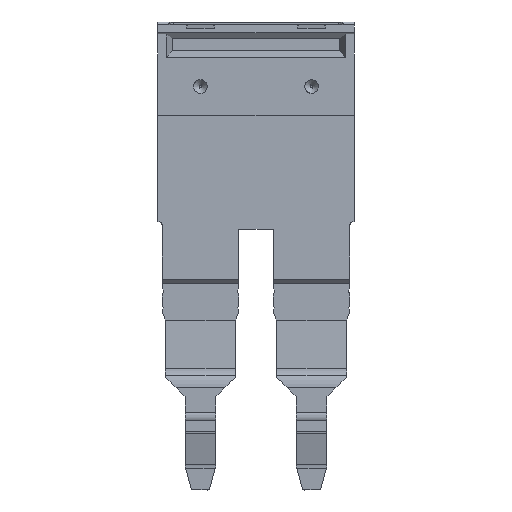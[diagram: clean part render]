
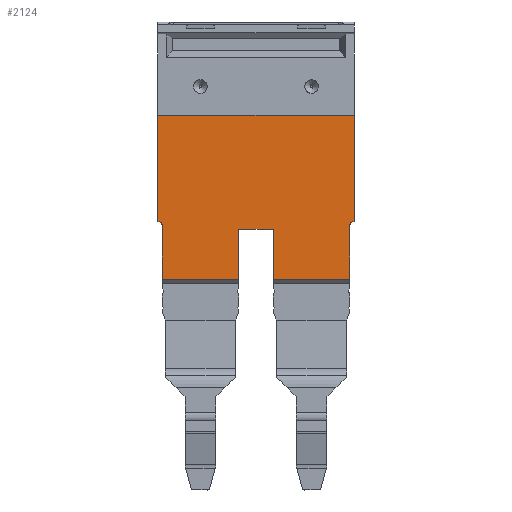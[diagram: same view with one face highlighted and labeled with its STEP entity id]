
A CAD part, front view. The second image highlights one B-rep face of the part: STEP entity #2124.
In plain terms, the highlighted planar face has unit normal (0, -1, 0).
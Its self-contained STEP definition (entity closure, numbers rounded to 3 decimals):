
#356=AXIS2_PLACEMENT_3D('Circle Axis2P3D',#354,#355,$) ;
#2074=AXIS2_PLACEMENT_3D('Circle Axis2P3D',#2072,#2073,$) ;
#2106=AXIS2_PLACEMENT_3D('Plane Axis2P3D',#2103,#2104,#2105) ;
#85=CARTESIAN_POINT('Vertex',(14.3,0.4,27.311)) ;
#88=CARTESIAN_POINT('Line Origine',(14.3,0.4,23.426)) ;
#92=CARTESIAN_POINT('Vertex',(14.3,0.4,19.54)) ;
#184=CARTESIAN_POINT('Vertex',(14.,0.4,19.34)) ;
#187=CARTESIAN_POINT('Line Origine',(14.,0.4,17.351)) ;
#191=CARTESIAN_POINT('Vertex',(14.,0.4,15.361)) ;
#217=CARTESIAN_POINT('Vertex',(8.4,0.4,15.361)) ;
#227=CARTESIAN_POINT('Line Origine',(11.2,0.4,15.361)) ;
#244=CARTESIAN_POINT('Line Origine',(7.15,0.4,19.01)) ;
#248=CARTESIAN_POINT('Vertex',(5.9,0.4,19.01)) ;
#250=CARTESIAN_POINT('Vertex',(8.4,0.4,19.01)) ;
#305=CARTESIAN_POINT('Line Origine',(5.9,0.4,17.186)) ;
#309=CARTESIAN_POINT('Vertex',(5.9,0.4,15.361)) ;
#335=CARTESIAN_POINT('Vertex',(0.1,0.4,19.54)) ;
#351=CARTESIAN_POINT('Vertex',(0.3,0.4,19.34)) ;
#354=CARTESIAN_POINT('Axis2P3D Location',(0.1,0.4,19.34)) ;
#371=CARTESIAN_POINT('Line Origine',(0.05,0.4,19.54)) ;
#375=CARTESIAN_POINT('Vertex',(0.,0.4,19.54)) ;
#1964=CARTESIAN_POINT('Line Origine',(7.15,0.4,27.311)) ;
#1968=CARTESIAN_POINT('Vertex',(0.,0.4,27.311)) ;
#1988=CARTESIAN_POINT('Line Origine',(0.,0.4,23.426)) ;
#2019=CARTESIAN_POINT('Vertex',(0.3,0.4,15.361)) ;
#2022=CARTESIAN_POINT('Line Origine',(0.3,0.4,17.351)) ;
#2036=CARTESIAN_POINT('Line Origine',(3.1,0.4,15.361)) ;
#2053=CARTESIAN_POINT('Line Origine',(8.4,0.4,17.186)) ;
#2072=CARTESIAN_POINT('Axis2P3D Location',(14.2,0.4,19.34)) ;
#2076=CARTESIAN_POINT('Vertex',(14.2,0.4,19.54)) ;
#2091=CARTESIAN_POINT('Line Origine',(14.25,0.4,19.54)) ;
#2103=CARTESIAN_POINT('Axis2P3D Location',(3.1,0.4,27.311)) ;
#89=DIRECTION('Vector Direction',(0.,0.,-1.)) ;
#188=DIRECTION('Vector Direction',(0.,0.,1.)) ;
#228=DIRECTION('Vector Direction',(1.,0.,0.)) ;
#245=DIRECTION('Vector Direction',(1.,0.,0.)) ;
#306=DIRECTION('Vector Direction',(0.,0.,1.)) ;
#355=DIRECTION('Axis2P3D Direction',(0.,-1.,0.)) ;
#372=DIRECTION('Vector Direction',(1.,0.,0.)) ;
#1965=DIRECTION('Vector Direction',(1.,0.,0.)) ;
#1989=DIRECTION('Vector Direction',(0.,0.,-1.)) ;
#2023=DIRECTION('Vector Direction',(0.,0.,1.)) ;
#2037=DIRECTION('Vector Direction',(-1.,0.,0.)) ;
#2054=DIRECTION('Vector Direction',(0.,0.,1.)) ;
#2073=DIRECTION('Axis2P3D Direction',(0.,1.,0.)) ;
#2092=DIRECTION('Vector Direction',(-1.,0.,0.)) ;
#2104=DIRECTION('Axis2P3D Direction',(0.,1.,0.)) ;
#2105=DIRECTION('Axis2P3D XDirection',(0.,0.,-1.)) ;
#90=VECTOR('Line Direction',#89,1.) ;
#189=VECTOR('Line Direction',#188,1.) ;
#229=VECTOR('Line Direction',#228,1.) ;
#246=VECTOR('Line Direction',#245,1.) ;
#307=VECTOR('Line Direction',#306,1.) ;
#373=VECTOR('Line Direction',#372,1.) ;
#1966=VECTOR('Line Direction',#1965,1.) ;
#1990=VECTOR('Line Direction',#1989,1.) ;
#2024=VECTOR('Line Direction',#2023,1.) ;
#2038=VECTOR('Line Direction',#2037,1.) ;
#2055=VECTOR('Line Direction',#2054,1.) ;
#2093=VECTOR('Line Direction',#2092,1.) ;
#2109=ORIENTED_EDGE('',*,*,#1970,.F.) ;
#2110=ORIENTED_EDGE('',*,*,#1992,.F.) ;
#2111=ORIENTED_EDGE('',*,*,#377,.T.) ;
#2112=ORIENTED_EDGE('',*,*,#358,.T.) ;
#2113=ORIENTED_EDGE('',*,*,#2026,.F.) ;
#2114=ORIENTED_EDGE('',*,*,#2040,.F.) ;
#2115=ORIENTED_EDGE('',*,*,#311,.T.) ;
#2116=ORIENTED_EDGE('',*,*,#252,.T.) ;
#2117=ORIENTED_EDGE('',*,*,#2057,.F.) ;
#2118=ORIENTED_EDGE('',*,*,#231,.T.) ;
#2119=ORIENTED_EDGE('',*,*,#193,.T.) ;
#2120=ORIENTED_EDGE('',*,*,#2078,.F.) ;
#2121=ORIENTED_EDGE('',*,*,#2095,.F.) ;
#2122=ORIENTED_EDGE('',*,*,#94,.T.) ;
#2124=ADVANCED_FACE('ZQV 6N/4 KU',(#2123),#2107,.F.) ;
#357=CIRCLE('generated circle',#356,0.2) ;
#2075=CIRCLE('generated circle',#2074,0.2) ;
#94=EDGE_CURVE('',#93,#86,#91,.F.) ;
#193=EDGE_CURVE('',#192,#185,#190,.T.) ;
#231=EDGE_CURVE('',#218,#192,#230,.T.) ;
#252=EDGE_CURVE('',#249,#251,#247,.T.) ;
#311=EDGE_CURVE('',#310,#249,#308,.T.) ;
#358=EDGE_CURVE('',#336,#352,#357,.F.) ;
#377=EDGE_CURVE('',#376,#336,#374,.T.) ;
#1970=EDGE_CURVE('',#1969,#86,#1967,.T.) ;
#1992=EDGE_CURVE('',#376,#1969,#1991,.F.) ;
#2026=EDGE_CURVE('',#2020,#352,#2025,.T.) ;
#2040=EDGE_CURVE('',#310,#2020,#2039,.T.) ;
#2057=EDGE_CURVE('',#218,#251,#2056,.T.) ;
#2078=EDGE_CURVE('',#2077,#185,#2075,.F.) ;
#2095=EDGE_CURVE('',#93,#2077,#2094,.T.) ;
#2108=EDGE_LOOP('',(#2109,#2110,#2111,#2112,#2113,#2114,#2115,#2116,#2117,#2118,#2119,#2120,#2121,#2122)) ;
#2123=FACE_OUTER_BOUND('',#2108,.T.) ;
#91=LINE('Line',#88,#90) ;
#190=LINE('Line',#187,#189) ;
#230=LINE('Line',#227,#229) ;
#247=LINE('Line',#244,#246) ;
#308=LINE('Line',#305,#307) ;
#374=LINE('Line',#371,#373) ;
#1967=LINE('Line',#1964,#1966) ;
#1991=LINE('Line',#1988,#1990) ;
#2025=LINE('Line',#2022,#2024) ;
#2039=LINE('Line',#2036,#2038) ;
#2056=LINE('Line',#2053,#2055) ;
#2094=LINE('Line',#2091,#2093) ;
#2107=PLANE('',#2106) ;
#86=VERTEX_POINT('',#85) ;
#93=VERTEX_POINT('',#92) ;
#185=VERTEX_POINT('',#184) ;
#192=VERTEX_POINT('',#191) ;
#218=VERTEX_POINT('',#217) ;
#249=VERTEX_POINT('',#248) ;
#251=VERTEX_POINT('',#250) ;
#310=VERTEX_POINT('',#309) ;
#336=VERTEX_POINT('',#335) ;
#352=VERTEX_POINT('',#351) ;
#376=VERTEX_POINT('',#375) ;
#1969=VERTEX_POINT('',#1968) ;
#2020=VERTEX_POINT('',#2019) ;
#2077=VERTEX_POINT('',#2076) ;
